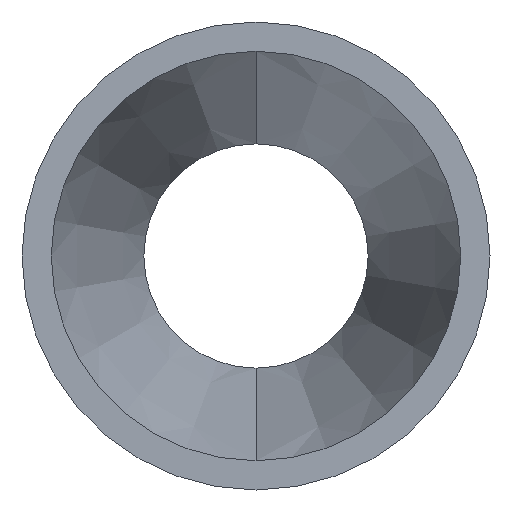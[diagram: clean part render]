
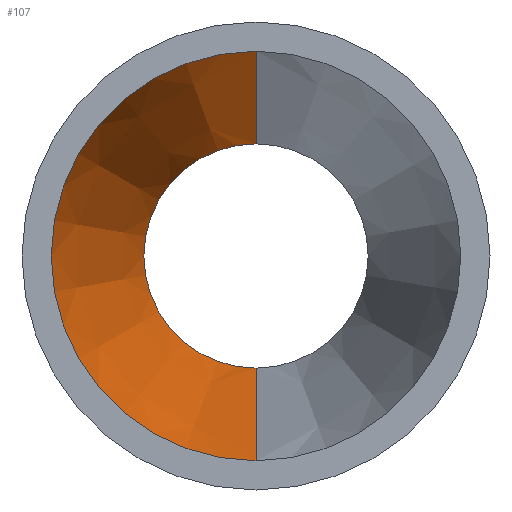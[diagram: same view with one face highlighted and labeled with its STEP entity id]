
A CAD part, front view. The second image highlights one B-rep face of the part: STEP entity #107.
In plain terms, the highlighted conical face has half-angle 13.36 degrees and reference radius 2.1 mm.
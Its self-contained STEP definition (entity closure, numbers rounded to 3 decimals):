
#45 = CARTESIAN_POINT ( 'NONE',  ( 0., -4., 0. ) ) ;
#53 = VECTOR ( 'NONE', #321, 1000. ) ;
#58 = ORIENTED_EDGE ( 'NONE', *, *, #267, .T. ) ;
#72 = EDGE_CURVE ( 'NONE', #228, #364, #86, .T. ) ;
#76 = VECTOR ( 'NONE', #378, 1000. ) ;
#81 = CARTESIAN_POINT ( 'NONE',  ( 0., -4., 2.1 ) ) ;
#86 = CIRCLE ( 'NONE', #313, 1.15 ) ;
#107 = ADVANCED_FACE ( 'NONE', ( #427 ), #319, .F. ) ;
#124 = CARTESIAN_POINT ( 'NONE',  ( 0., 0., 0. ) ) ;
#151 = CARTESIAN_POINT ( 'NONE',  ( 0., -4., 2.1 ) ) ;
#167 = EDGE_CURVE ( 'NONE', #292, #323, #210, .T. ) ;
#177 = ORIENTED_EDGE ( 'NONE', *, *, #221, .F. ) ;
#185 = EDGE_LOOP ( 'NONE', ( #402, #58, #225, #177 ) ) ;
#190 = AXIS2_PLACEMENT_3D ( 'NONE', #45, #201, #355 ) ;
#201 = DIRECTION ( 'NONE',  ( 0., -1., 0. ) ) ;
#210 = CIRCLE ( 'NONE', #303, 2.1 ) ;
#213 = DIRECTION ( 'NONE',  ( -1., 0., 0. ) ) ;
#221 = EDGE_CURVE ( 'NONE', #228, #292, #248, .T. ) ;
#223 = CARTESIAN_POINT ( 'NONE',  ( 0., 0., 1.15 ) ) ;
#225 = ORIENTED_EDGE ( 'NONE', *, *, #167, .F. ) ;
#228 = VERTEX_POINT ( 'NONE', #361 ) ;
#248 = LINE ( 'NONE', #391, #53 ) ;
#267 = EDGE_CURVE ( 'NONE', #364, #323, #271, .T. ) ;
#271 = LINE ( 'NONE', #81, #76 ) ;
#275 = DIRECTION ( 'NONE',  ( 0., 0., -1. ) ) ;
#279 = DIRECTION ( 'NONE',  ( 0., 1., 0. ) ) ;
#282 = DIRECTION ( 'NONE',  ( 0., 1., 0. ) ) ;
#292 = VERTEX_POINT ( 'NONE', #443 ) ;
#303 = AXIS2_PLACEMENT_3D ( 'NONE', #360, #282, #213 ) ;
#313 = AXIS2_PLACEMENT_3D ( 'NONE', #124, #279, #275 ) ;
#319 = CONICAL_SURFACE ( 'NONE', #190, 2.1, 0.233 ) ;
#321 = DIRECTION ( 'NONE',  ( 0., -0.973, -0.231 ) ) ;
#323 = VERTEX_POINT ( 'NONE', #151 ) ;
#355 = DIRECTION ( 'NONE',  ( 0., 0., -1. ) ) ;
#360 = CARTESIAN_POINT ( 'NONE',  ( 0., -4., 0. ) ) ;
#361 = CARTESIAN_POINT ( 'NONE',  ( 0., 0., -1.15 ) ) ;
#364 = VERTEX_POINT ( 'NONE', #223 ) ;
#378 = DIRECTION ( 'NONE',  ( 0., -0.973, 0.231 ) ) ;
#391 = CARTESIAN_POINT ( 'NONE',  ( 0., -4., -2.1 ) ) ;
#402 = ORIENTED_EDGE ( 'NONE', *, *, #72, .T. ) ;
#427 = FACE_OUTER_BOUND ( 'NONE', #185, .T. ) ;
#443 = CARTESIAN_POINT ( 'NONE',  ( 0., -4., -2.1 ) ) ;
